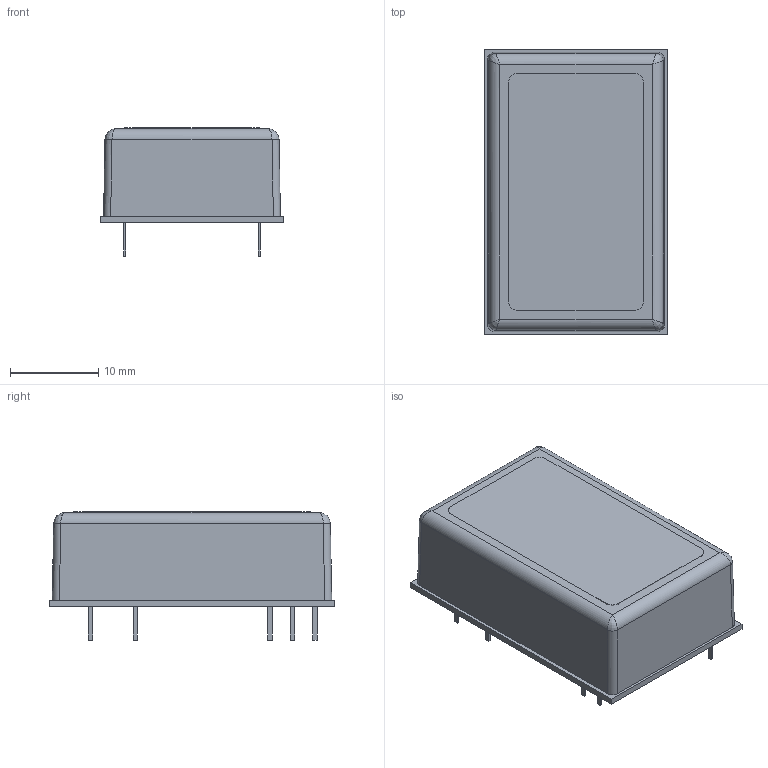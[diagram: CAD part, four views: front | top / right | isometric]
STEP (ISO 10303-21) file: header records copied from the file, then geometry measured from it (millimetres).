
FILE_DESCRIPTION(/* description */ (''),/* implementation_level */ '2;1');
FILE_NAME(/* name */ 'DCDC_TRACO_THD15N.stp',/* time_stamp */ '2016-11-29T11:24:08+01:00',/* author */ ('riccim'),/* organization */ ('SolidWorks'),/* preprocessor_version */ 'ST-DEVELOPER v15.5',/* originating_system */ 'AutoCAD Mechanical',/* authorisation */ ' ');
FILE_SCHEMA (('AUTOMOTIVE_DESIGN { 1 0 10303 214 3 1 1 }'));
Length unit declared in the file: millimetre
Products named in the file (1): Product
Bounding box: 20.8 x 32.3 x 14.5 mm (x, y, z)
Volume: 6809.7 mm3; surface area: 4521 mm2
Topology: 12 solids, 12 shells, 88 faces, 184 edges, 116 vertices
Faces by surface type: plane 72, cylinder 12, bspline 4
Entity records: 2483 total; most frequent: CARTESIAN_POINT 573, DIRECTION 374, ORIENTED_EDGE 360, EDGE_CURVE 180, LINE 156, VECTOR 156, VERTEX_POINT 116, AXIS2_PLACEMENT_3D 109
